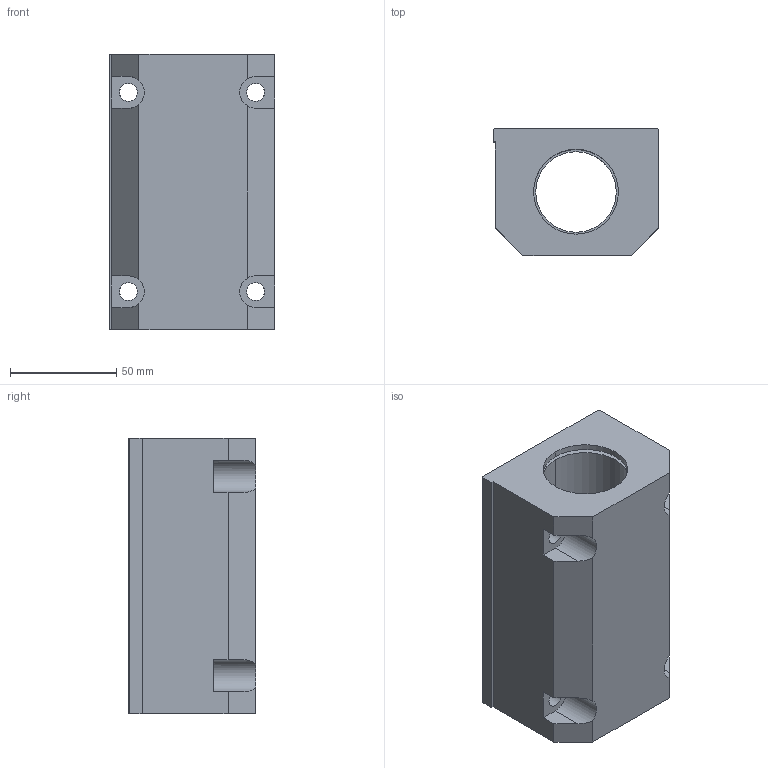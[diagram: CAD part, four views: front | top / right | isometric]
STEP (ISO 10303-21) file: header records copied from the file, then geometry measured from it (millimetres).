
FILE_DESCRIPTION( ( '' ), '1' );
FILE_NAME( 'tagi_25_2_03.stp', '2008-04-10T05:37:39', ( '' ), ( '' ), ' ', ' ', ' ' );
FILE_SCHEMA( ( 'CONFIG_CONTROL_DESIGN' ) );
Length unit declared in the file: millimetre
Products named in the file (1): 1
Bounding box: 78 x 60 x 130 mm (x, y, z)
Volume: 393185.7 mm3; surface area: 64404.7 mm2
Topology: 1 solids, 1 shells, 87 faces, 212 edges, 138 vertices
Faces by surface type: plane 39, cylinder 38, cone 10
Entity records: 2704 total; most frequent: CARTESIAN_POINT 500, DIRECTION 478, ORIENTED_EDGE 424, EDGE_CURVE 212, AXIS2_PLACEMENT_3D 180, VERTEX_POINT 138, LINE 118, VECTOR 118
